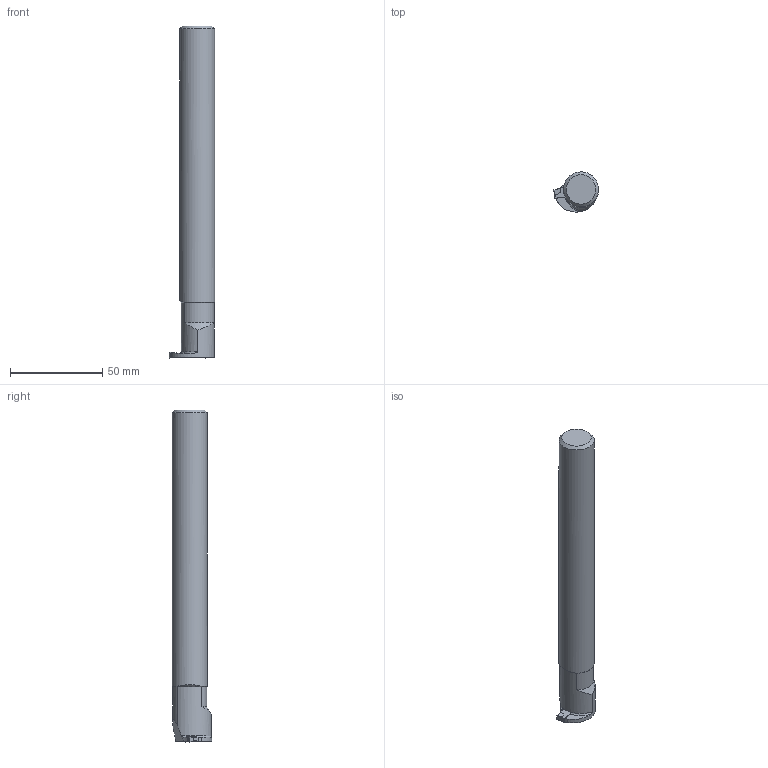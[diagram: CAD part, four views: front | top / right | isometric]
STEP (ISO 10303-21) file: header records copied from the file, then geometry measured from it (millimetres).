
FILE_DESCRIPTION(/* description */ (''),/* implementation_level */ '2;1');
FILE_NAME(/* name */ '1553770921079.stp',/* time_stamp */ '2019-03-28T16:32:30+05:00',/* author */ (''),/* organization */ ('SMS'),/* preprocessor_version */ 'ST-DEVELOPER v15',/* originating_system */ 'SIEMENS PLM Software NX 8.5',/* authorisation */ '');
FILE_SCHEMA (('AUTOMOTIVE_DESIGN { 1 0 10303 214 3 1 1 1 }'));
Length unit declared in the file: millimetre
Products named in the file (4): 201539465mod000_00; ASSEMBLY_CONSTRUCTION; 201714727mod000_00; 201714726mod000_00
Assembly tree (3 placements, depth 2):
  201714726mod000_00
    201714727mod000_00
    ASSEMBLY_CONSTRUCTION
    201539465mod000_00
Bounding box: 24.55 x 21.52 x 180.02 mm (x, y, z)
Volume: 50831.1 mm3; surface area: 11755.2 mm2
Topology: 2 solids, 2 shells, 57 faces, 157 edges, 110 vertices
Faces by surface type: plane 28, bspline 13, cylinder 11, cone 4, torus 1
Full cylindrical faces by diameter (mm): 19.05 x1
Entity records: 2324 total; most frequent: CARTESIAN_POINT 843, ORIENTED_EDGE 306, DIRECTION 234, EDGE_CURVE 153, VERTEX_POINT 102, AXIS2_PLACEMENT_3D 83, LINE 68, VECTOR 68
